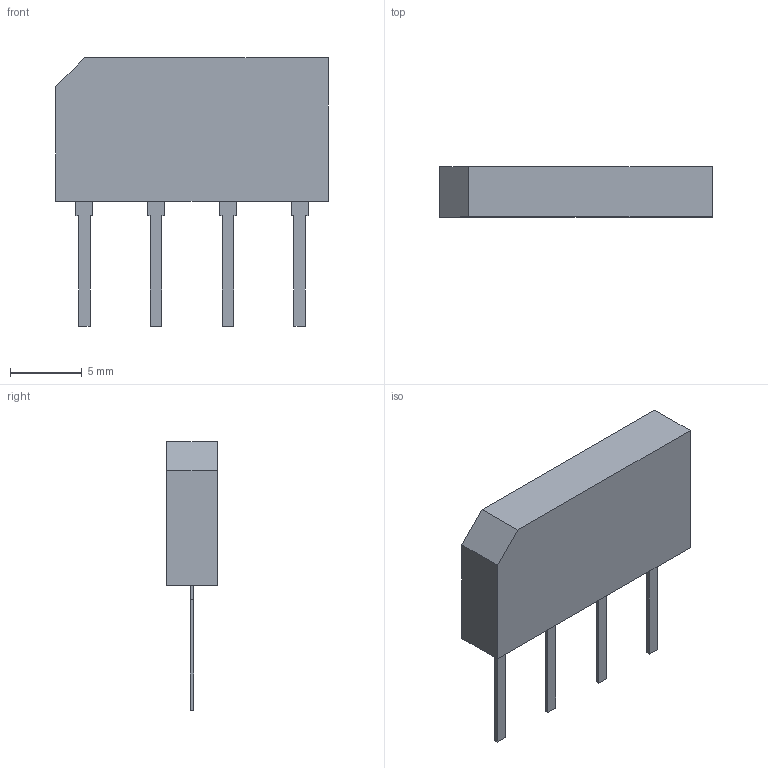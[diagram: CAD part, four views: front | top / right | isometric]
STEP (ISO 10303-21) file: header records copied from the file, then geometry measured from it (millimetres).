
FILE_DESCRIPTION(('FreeCAD Model'),'2;1');
FILE_NAME('Diode_Bridge_19.0x3.5x10.0mm_P5.0mm.step','2018-01-05T14:26:42',( 'kicad StepUp'),('ksu MCAD'),'Open CASCADE STEP processor 6.8', 'FreeCAD','Unknown');
FILE_SCHEMA(('AUTOMOTIVE_DESIGN_CC2 { 1 2 10303 214 -1 1 5 4 }'));
Length unit declared in the file: millimetre
Products named in the file (1): Diode_Bridge_19.0x3.5x10.0mm_P5.0mm
Bounding box: 19 x 3.5 x 18.7 mm (x, y, z)
Volume: 665.4 mm3; surface area: 651.2 mm2
Topology: 1 solids, 1 shells, 43 faces, 111 edges, 74 vertices
Faces by surface type: plane 43
Entity records: 883 total; most frequent: ORIENTED_EDGE 159, EDGE_CURVE 111, LINE 111, CARTESIAN_POINT 99, VERTEX_POINT 74, FACE_BOUND 47, EDGE_LOOP 47, AXIS2_PLACEMENT_3D 44
